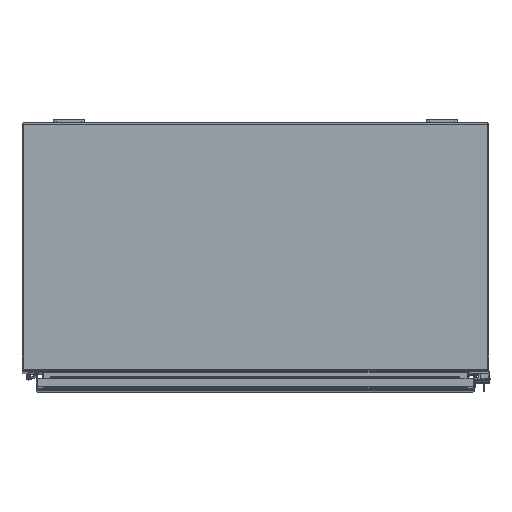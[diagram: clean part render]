
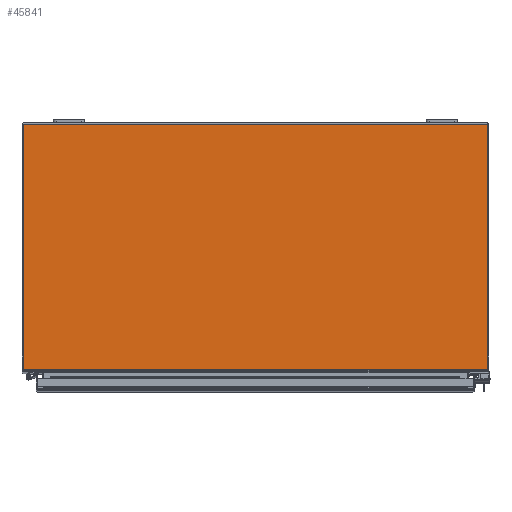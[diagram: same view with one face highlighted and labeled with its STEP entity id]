
A CAD part, top view. The second image highlights one B-rep face of the part: STEP entity #45841.
In plain terms, the highlighted planar face has unit normal (0, 0, 1).
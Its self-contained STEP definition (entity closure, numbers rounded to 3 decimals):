
#1883 = EDGE_CURVE ( 'NONE', #45769, #26427, #22288, .T. ) ;
#4959 = CARTESIAN_POINT ( 'NONE',  ( 14.928, -16.893, 36. ) ) ;
#5527 = DIRECTION ( 'NONE',  ( 0., 0., 1. ) ) ;
#7186 = EDGE_CURVE ( 'NONE', #31615, #31689, #51839, .T. ) ;
#7946 = EDGE_LOOP ( 'NONE', ( #22982, #52437, #17977, #32617 ) ) ;
#8605 = AXIS2_PLACEMENT_3D ( 'NONE', #18272, #5527, #42398 ) ;
#17977 = ORIENTED_EDGE ( 'NONE', *, *, #1883, .T. ) ;
#18272 = CARTESIAN_POINT ( 'NONE',  ( -14.928, -0.072, 36. ) ) ;
#22288 = LINE ( 'NONE', #4959, #50483 ) ;
#22982 = ORIENTED_EDGE ( 'NONE', *, *, #7186, .F. ) ;
#26427 = VERTEX_POINT ( 'NONE', #45316 ) ;
#28322 = CARTESIAN_POINT ( 'NONE',  ( 14.928, -15.88, 36. ) ) ;
#28481 = CARTESIAN_POINT ( 'NONE',  ( -14.928, -0.072, 36. ) ) ;
#28733 = LINE ( 'NONE', #28481, #29993 ) ;
#29993 = VECTOR ( 'NONE', #36335, 39.37 ) ;
#31615 = VERTEX_POINT ( 'NONE', #32950 ) ;
#31689 = VERTEX_POINT ( 'NONE', #49215 ) ;
#32617 = ORIENTED_EDGE ( 'NONE', *, *, #53467, .T. ) ;
#32950 = CARTESIAN_POINT ( 'NONE',  ( -14.928, -15.88, 36. ) ) ;
#34270 = FACE_OUTER_BOUND ( 'NONE', #7946, .T. ) ;
#34533 = PLANE ( 'NONE',  #8605 ) ;
#34996 = CARTESIAN_POINT ( 'NONE',  ( -14.928, -15.88, 36. ) ) ;
#36335 = DIRECTION ( 'NONE',  ( -1., 0., 0. ) ) ;
#42398 = DIRECTION ( 'NONE',  ( 0., -1., 0. ) ) ;
#43390 = DIRECTION ( 'NONE',  ( 1., 0., 0. ) ) ;
#44221 = DIRECTION ( 'NONE',  ( 0., 1., 0. ) ) ;
#45228 = VECTOR ( 'NONE', #43390, 39.37 ) ;
#45316 = CARTESIAN_POINT ( 'NONE',  ( 14.928, -0.072, 36. ) ) ;
#45378 = VECTOR ( 'NONE', #44221, 39.37 ) ;
#45769 = VERTEX_POINT ( 'NONE', #28322 ) ;
#45841 = ADVANCED_FACE ( 'NONE', ( #34270 ), #34533, .T. ) ;
#47194 = LINE ( 'NONE', #34996, #45228 ) ;
#48034 = CARTESIAN_POINT ( 'NONE',  ( -14.928, -16.941, 36. ) ) ;
#49215 = CARTESIAN_POINT ( 'NONE',  ( -14.928, -0.072, 36. ) ) ;
#49968 = EDGE_CURVE ( 'NONE', #31615, #45769, #47194, .T. ) ;
#50483 = VECTOR ( 'NONE', #51277, 39.37 ) ;
#51277 = DIRECTION ( 'NONE',  ( 0., 1., 0. ) ) ;
#51839 = LINE ( 'NONE', #48034, #45378 ) ;
#52437 = ORIENTED_EDGE ( 'NONE', *, *, #49968, .T. ) ;
#53467 = EDGE_CURVE ( 'NONE', #26427, #31689, #28733, .T. ) ;
